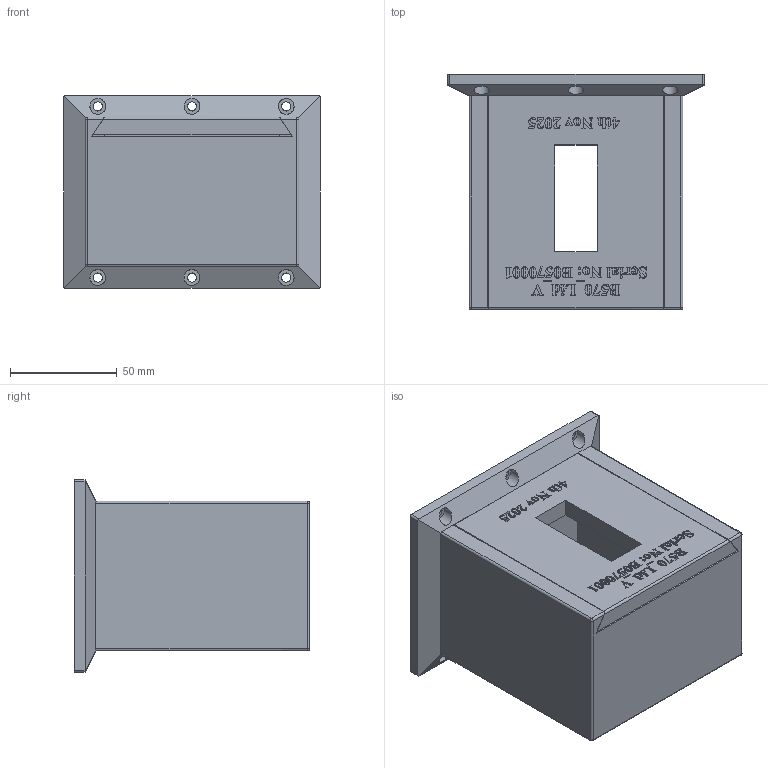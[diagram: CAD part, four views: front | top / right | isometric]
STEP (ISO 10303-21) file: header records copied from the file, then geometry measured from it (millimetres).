
FILE_DESCRIPTION(/* description */ (''),/* implementation_level */ '2;1');
FILE_NAME(/* name */ 'Boxcover_and_Lid_570_detent6_vertical.stp',/* time_stamp */ '2025-11-04T15:01:21-05:00',/* author */ ('sadi.canturk'),/* organization */ (''),/* preprocessor_version */ 'ST-DEVELOPER v20.1',/* originating_system */ 'Autodesk Inventor 2026',/* authorisation */ '');
FILE_SCHEMA (('AUTOMOTIVE_DESIGN { 1 0 10303 214 3 1 1 }'));
Length unit declared in the file: millimetre
Products named in the file (1): Boxcover_and_Lid_570_detent6_vertical
Bounding box: 120 x 110 x 90 mm (x, y, z)
Volume: 383731.4 mm3; surface area: 101879.3 mm2
Topology: 2 solids, 2 shells, 1392 faces, 3767 edges, 2506 vertices
Faces by surface type: bspline 685, plane 663, cylinder 40, sphere 4
Full cylindrical faces by diameter (mm): 4.3 x6, 7.4 x6
Entity records: 48274 total; most frequent: CARTESIAN_POINT 17796, ORIENTED_EDGE 7534, DIRECTION 3897, EDGE_CURVE 3767, VERTEX_POINT 2506, LINE 2309, VECTOR 2309, EDGE_LOOP 1535
